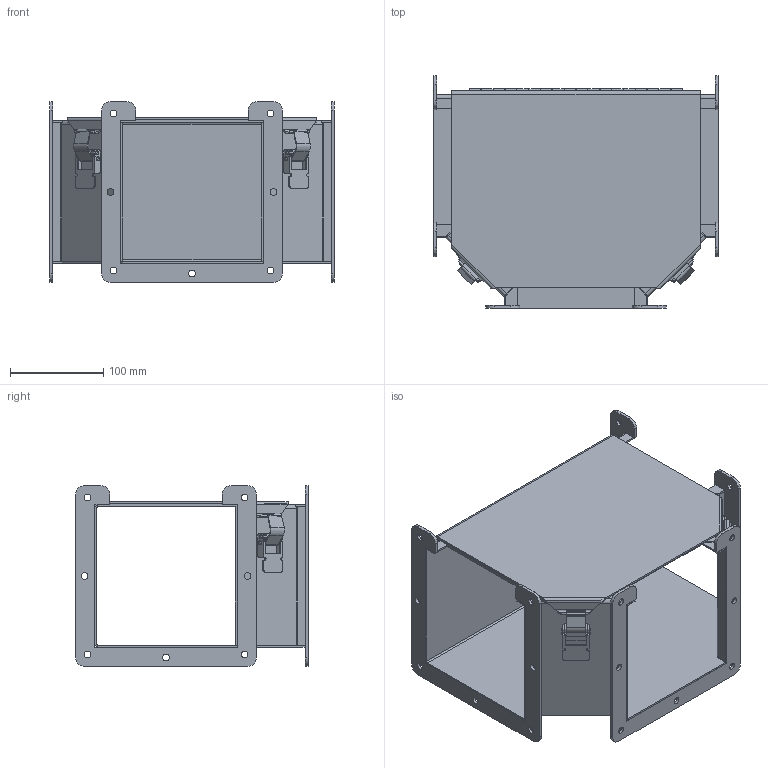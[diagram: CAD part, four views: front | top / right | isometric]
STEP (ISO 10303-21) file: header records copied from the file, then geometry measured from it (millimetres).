
FILE_DESCRIPTION(/* description */ ('LJW, WW-FITTING, TEE, BACK-BOTTOM, CS, 6X6'),/* implementation_level */ '2;1');
FILE_NAME(/* name */ 'LJWT6A.stp',/* time_stamp */ '2017-02-09T09:37:29+05:00',/* author */ ('mgunasekar'),/* organization */ (''),/* preprocessor_version */ 'ST-DEVELOPER v16.1',/* originating_system */ 'Autodesk Inventor 2016',/* authorisation */ '');
FILE_SCHEMA (('AUTOMOTIVE_DESIGN { 1 0 10303 214 3 1 1 }'));
Length unit declared in the file: inch
Products named in the file (17): LJWT6ABB; LJWT6APOST; LJWT6AP; LJWTAB; 328122LH; 328122P; 328122TH; 328122; PART1; PART2; PART3; PART4; PART5; 35011; LJWT6ASTRIPGSKT; LJW6RINGP; LJWT6A
Assembly tree (23 placements, depth 3):
  LJWT6A
    LJWT6ABB
    LJWT6APOST  x2
    LJWT6AP
    LJWTAB  x4
    328122
      328122LH
      328122P
      328122TH
    35011  x2
      PART1
      PART2
      PART3
      PART4
      PART5
    LJWT6ASTRIPGSKT
    LJW6RINGP  x3
Bounding box: 304.8 x 249.24 x 193.68 mm (x, y, z)
Volume: 557370.7 mm3; surface area: 571914.7 mm2
Topology: 25 solids, 25 shells, 574 faces, 1484 edges, 960 vertices
Faces by surface type: plane 374, cylinder 184, bspline 16
Full cylindrical faces by diameter (mm): 2.54 x1, 2.957 x18, 3.454 x4, 3.946 x12, 4.286 x8, 7.144 x21
Entity records: 11898 total; most frequent: CARTESIAN_POINT 2306, DIRECTION 1870, ORIENTED_EDGE 1796, EDGE_CURVE 898, LINE 670, VECTOR 670, VERTEX_POINT 604, AXIS2_PLACEMENT_3D 600
